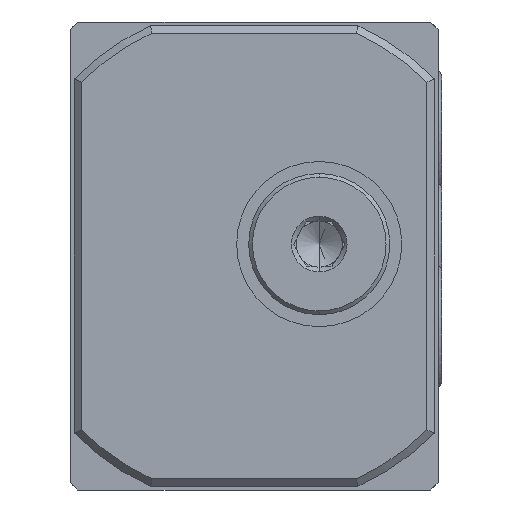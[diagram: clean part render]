
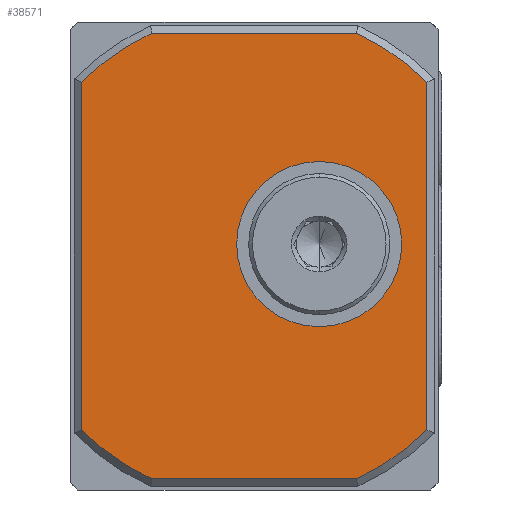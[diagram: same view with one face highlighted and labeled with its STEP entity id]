
A CAD part, left-side view. The second image highlights one B-rep face of the part: STEP entity #38571.
In plain terms, the highlighted planar face has unit normal (-1, 0, 0).
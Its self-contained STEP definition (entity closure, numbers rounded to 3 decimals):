
#1196 = DIRECTION ( 'NONE',  ( 0., 0., -1. ) ) ;
#1275 = EDGE_LOOP ( 'NONE', ( #22695, #19884, #19229, #36209, #2478, #23527, #6868, #3279 ) ) ;
#2090 = LINE ( 'NONE', #8602, #12136 ) ;
#2478 = ORIENTED_EDGE ( 'NONE', *, *, #25578, .F. ) ;
#2902 = CARTESIAN_POINT ( 'NONE',  ( -127., -23.25, 23.419 ) ) ;
#3278 = VERTEX_POINT ( 'NONE', #6786 ) ;
#3279 = ORIENTED_EDGE ( 'NONE', *, *, #26770, .F. ) ;
#3665 = CARTESIAN_POINT ( 'NONE',  ( -127., -8.75, 1.6 ) ) ;
#4259 = VECTOR ( 'NONE', #19420, 1000. ) ;
#4270 = VECTOR ( 'NONE', #19997, 1000. ) ;
#4722 = AXIS2_PLACEMENT_3D ( 'NONE', #20639, #11572, #23745 ) ;
#4783 = AXIS2_PLACEMENT_3D ( 'NONE', #3665, #28093, #22090 ) ;
#4875 = CARTESIAN_POINT ( 'NONE',  ( -127., 0., 0. ) ) ;
#6055 = CARTESIAN_POINT ( 'NONE',  ( -127., 13.748, 30. ) ) ;
#6664 = EDGE_CURVE ( 'NONE', #27931, #26350, #27619, .T. ) ;
#6786 = CARTESIAN_POINT ( 'NONE',  ( -127., -13.748, 30. ) ) ;
#6842 = AXIS2_PLACEMENT_3D ( 'NONE', #10347, #31672, #7419 ) ;
#6868 = ORIENTED_EDGE ( 'NONE', *, *, #8811, .F. ) ;
#6872 = CARTESIAN_POINT ( 'NONE',  ( -127., 23.25, -23.419 ) ) ;
#7419 = DIRECTION ( 'NONE',  ( 0., 0., -1. ) ) ;
#7684 = PLANE ( 'NONE',  #6842 ) ;
#8205 = DIRECTION ( 'NONE',  ( 0., 0., -1. ) ) ;
#8479 = CIRCLE ( 'NONE', #4783, 11.115 ) ;
#8489 = AXIS2_PLACEMENT_3D ( 'NONE', #9260, #12598, #18470 ) ;
#8602 = CARTESIAN_POINT ( 'NONE',  ( -127., -13.964, 30. ) ) ;
#8811 = EDGE_CURVE ( 'NONE', #22080, #10857, #12180, .T. ) ;
#9260 = CARTESIAN_POINT ( 'NONE',  ( -127., 0., 0. ) ) ;
#9262 = CIRCLE ( 'NONE', #26684, 33. ) ;
#10347 = CARTESIAN_POINT ( 'NONE',  ( -127., 24.25, 31. ) ) ;
#10817 = EDGE_CURVE ( 'NONE', #32242, #27931, #9262, .T. ) ;
#10857 = VERTEX_POINT ( 'NONE', #6055 ) ;
#11572 = DIRECTION ( 'NONE',  ( 1., 0., 0. ) ) ;
#12063 = FACE_BOUND ( 'NONE', #14906, .T. ) ;
#12136 = VECTOR ( 'NONE', #17546, 1000. ) ;
#12180 = CIRCLE ( 'NONE', #8489, 33. ) ;
#12598 = DIRECTION ( 'NONE',  ( 1., 0., 0. ) ) ;
#13357 = CARTESIAN_POINT ( 'NONE',  ( -127., 0., 0. ) ) ;
#14447 = DIRECTION ( 'NONE',  ( 0., 1., 0. ) ) ;
#14721 = DIRECTION ( 'NONE',  ( 0., 0., -1. ) ) ;
#14808 = CARTESIAN_POINT ( 'NONE',  ( -127., -23.25, -23.419 ) ) ;
#14906 = EDGE_LOOP ( 'NONE', ( #20451, #28306 ) ) ;
#15178 = CARTESIAN_POINT ( 'NONE',  ( -127., 23.25, 23.419 ) ) ;
#15646 = EDGE_CURVE ( 'NONE', #16773, #32242, #31931, .T. ) ;
#16520 = EDGE_CURVE ( 'NONE', #26350, #17361, #39504, .T. ) ;
#16773 = VERTEX_POINT ( 'NONE', #2902 ) ;
#16811 = AXIS2_PLACEMENT_3D ( 'NONE', #13357, #31862, #1196 ) ;
#17361 = VERTEX_POINT ( 'NONE', #6872 ) ;
#17546 = DIRECTION ( 'NONE',  ( 0., -1., 0. ) ) ;
#18273 = AXIS2_PLACEMENT_3D ( 'NONE', #4875, #20341, #8205 ) ;
#18470 = DIRECTION ( 'NONE',  ( 0., 0., -1. ) ) ;
#19229 = ORIENTED_EDGE ( 'NONE', *, *, #10817, .F. ) ;
#19420 = DIRECTION ( 'NONE',  ( 0., 0., 1. ) ) ;
#19532 = LINE ( 'NONE', #25051, #4259 ) ;
#19884 = ORIENTED_EDGE ( 'NONE', *, *, #6664, .F. ) ;
#19997 = DIRECTION ( 'NONE',  ( 0., 0., -1. ) ) ;
#20341 = DIRECTION ( 'NONE',  ( 1., 0., 0. ) ) ;
#20451 = ORIENTED_EDGE ( 'NONE', *, *, #28384, .T. ) ;
#20639 = CARTESIAN_POINT ( 'NONE',  ( -127., -8.75, 1.6 ) ) ;
#20812 = VERTEX_POINT ( 'NONE', #26631 ) ;
#21879 = VECTOR ( 'NONE', #14447, 1000. ) ;
#22080 = VERTEX_POINT ( 'NONE', #15178 ) ;
#22090 = DIRECTION ( 'NONE',  ( 0., 0., -1. ) ) ;
#22695 = ORIENTED_EDGE ( 'NONE', *, *, #16520, .F. ) ;
#23527 = ORIENTED_EDGE ( 'NONE', *, *, #30367, .F. ) ;
#23745 = DIRECTION ( 'NONE',  ( 0., 0., -1. ) ) ;
#23925 = CARTESIAN_POINT ( 'NONE',  ( -127., 0., 0. ) ) ;
#25051 = CARTESIAN_POINT ( 'NONE',  ( -127., 23.25, 23.831 ) ) ;
#25464 = FACE_OUTER_BOUND ( 'NONE', #1275, .T. ) ;
#25578 = EDGE_CURVE ( 'NONE', #3278, #16773, #27454, .T. ) ;
#26030 = CARTESIAN_POINT ( 'NONE',  ( -127., 13.748, -30. ) ) ;
#26350 = VERTEX_POINT ( 'NONE', #26030 ) ;
#26631 = CARTESIAN_POINT ( 'NONE',  ( -127., -8.75, 12.715 ) ) ;
#26684 = AXIS2_PLACEMENT_3D ( 'NONE', #23925, #30035, #14721 ) ;
#26770 = EDGE_CURVE ( 'NONE', #17361, #22080, #19532, .T. ) ;
#27454 = CIRCLE ( 'NONE', #18273, 33. ) ;
#27619 = LINE ( 'NONE', #32976, #21879 ) ;
#27931 = VERTEX_POINT ( 'NONE', #35182 ) ;
#28093 = DIRECTION ( 'NONE',  ( 1., 0., 0. ) ) ;
#28186 = CARTESIAN_POINT ( 'NONE',  ( -127., -8.75, -9.515 ) ) ;
#28306 = ORIENTED_EDGE ( 'NONE', *, *, #36110, .T. ) ;
#28384 = EDGE_CURVE ( 'NONE', #36296, #20812, #8479, .T. ) ;
#29819 = CIRCLE ( 'NONE', #4722, 11.115 ) ;
#30035 = DIRECTION ( 'NONE',  ( 1., 0., 0. ) ) ;
#30367 = EDGE_CURVE ( 'NONE', #10857, #3278, #2090, .T. ) ;
#31672 = DIRECTION ( 'NONE',  ( -1., 0., 0. ) ) ;
#31862 = DIRECTION ( 'NONE',  ( 1., 0., 0. ) ) ;
#31931 = LINE ( 'NONE', #38266, #4270 ) ;
#32242 = VERTEX_POINT ( 'NONE', #14808 ) ;
#32976 = CARTESIAN_POINT ( 'NONE',  ( -127., 13.964, -30. ) ) ;
#35182 = CARTESIAN_POINT ( 'NONE',  ( -127., -13.748, -30. ) ) ;
#36110 = EDGE_CURVE ( 'NONE', #20812, #36296, #29819, .T. ) ;
#36209 = ORIENTED_EDGE ( 'NONE', *, *, #15646, .F. ) ;
#36296 = VERTEX_POINT ( 'NONE', #28186 ) ;
#38266 = CARTESIAN_POINT ( 'NONE',  ( -127., -23.25, -23.831 ) ) ;
#38571 = ADVANCED_FACE ( 'NONE', ( #25464, #12063 ), #7684, .T. ) ;
#39504 = CIRCLE ( 'NONE', #16811, 33. ) ;
